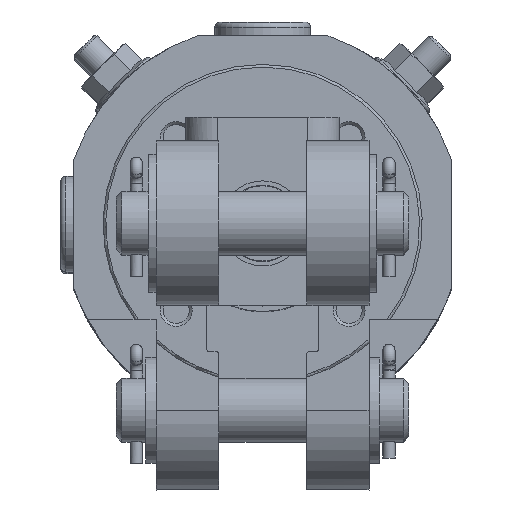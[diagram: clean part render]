
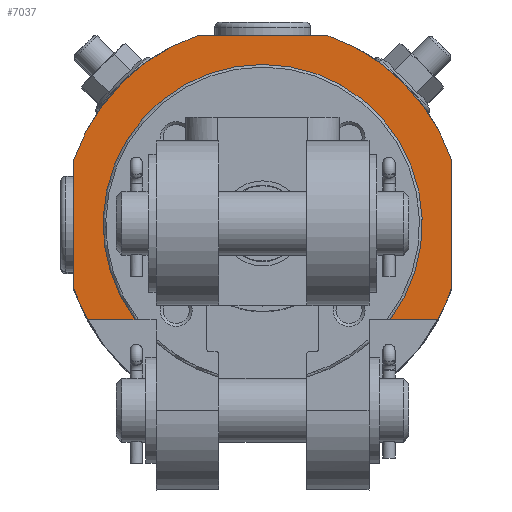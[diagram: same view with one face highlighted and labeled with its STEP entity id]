
A CAD part, top view. The second image highlights one B-rep face of the part: STEP entity #7037.
In plain terms, the highlighted face is planar.
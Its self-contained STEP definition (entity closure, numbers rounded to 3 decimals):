
#244=PLANE('',#7617);
#530=LINE('',#10919,#925);
#531=LINE('',#10921,#926);
#532=LINE('',#10925,#927);
#533=LINE('',#10929,#928);
#534=LINE('',#10930,#929);
#925=VECTOR('',#8615,1000.);
#926=VECTOR('',#8616,1000.);
#927=VECTOR('',#8619,1000.);
#928=VECTOR('',#8622,1000.);
#929=VECTOR('',#8623,1000.);
#1576=ORIENTED_EDGE('',*,*,#3567,.F.);
#1577=ORIENTED_EDGE('',*,*,#3558,.T.);
#1578=ORIENTED_EDGE('',*,*,#3568,.T.);
#1579=ORIENTED_EDGE('',*,*,#3569,.T.);
#1580=ORIENTED_EDGE('',*,*,#3570,.T.);
#1581=ORIENTED_EDGE('',*,*,#3571,.T.);
#1582=ORIENTED_EDGE('',*,*,#3572,.T.);
#1583=ORIENTED_EDGE('',*,*,#3564,.T.);
#1584=ORIENTED_EDGE('',*,*,#3573,.F.);
#1585=ORIENTED_EDGE('',*,*,#3574,.F.);
#3558=EDGE_CURVE('',#4550,#4549,#5225,.T.);
#3564=EDGE_CURVE('',#4555,#4554,#5229,.T.);
#3567=EDGE_CURVE('',#4550,#4557,#530,.T.);
#3568=EDGE_CURVE('',#4549,#4558,#531,.T.);
#3569=EDGE_CURVE('',#4558,#4559,#5231,.T.);
#3570=EDGE_CURVE('',#4559,#4560,#532,.T.);
#3571=EDGE_CURVE('',#4560,#4561,#5232,.T.);
#3572=EDGE_CURVE('',#4561,#4555,#533,.T.);
#3573=EDGE_CURVE('',#4562,#4554,#534,.T.);
#3574=EDGE_CURVE('',#4557,#4562,#5233,.T.);
#4549=VERTEX_POINT('',#10900);
#4550=VERTEX_POINT('',#10902);
#4554=VERTEX_POINT('',#10912);
#4555=VERTEX_POINT('',#10914);
#4557=VERTEX_POINT('',#10920);
#4558=VERTEX_POINT('',#10922);
#4559=VERTEX_POINT('',#10924);
#4560=VERTEX_POINT('',#10926);
#4561=VERTEX_POINT('',#10928);
#4562=VERTEX_POINT('',#10931);
#5225=CIRCLE('',#7610,37.5);
#5229=CIRCLE('',#7615,37.5);
#5231=CIRCLE('',#7618,37.5);
#5232=CIRCLE('',#7619,37.5);
#5233=CIRCLE('',#7620,30.);
#5540=EDGE_LOOP('',(#1576,#1577,#1578,#1579,#1580,#1581,#1582,#1583,#1584,
#1585));
#6219=FACE_BOUND('',#5540,.T.);
#7037=ADVANCED_FACE('',(#6219),#244,.F.);
#7610=AXIS2_PLACEMENT_3D('',#10901,#8596,#8597);
#7615=AXIS2_PLACEMENT_3D('',#10913,#8608,#8609);
#7617=AXIS2_PLACEMENT_3D('',#10918,#8613,#8614);
#7618=AXIS2_PLACEMENT_3D('',#10923,#8617,#8618);
#7619=AXIS2_PLACEMENT_3D('',#10927,#8620,#8621);
#7620=AXIS2_PLACEMENT_3D('',#10932,#8624,#8625);
#8596=DIRECTION('',(0.,0.,-1.));
#8597=DIRECTION('',(-1.,0.,0.));
#8608=DIRECTION('',(0.,0.,-1.));
#8609=DIRECTION('',(-1.,0.,0.));
#8613=DIRECTION('',(0.,0.,1.));
#8614=DIRECTION('',(1.,0.,0.));
#8615=DIRECTION('',(1.,0.,0.));
#8616=DIRECTION('',(0.,1.,0.));
#8617=DIRECTION('',(0.,0.,-1.));
#8618=DIRECTION('',(-1.,0.,0.));
#8619=DIRECTION('',(1.,0.,0.));
#8620=DIRECTION('',(0.,0.,-1.));
#8621=DIRECTION('',(-1.,0.,0.));
#8622=DIRECTION('',(0.,-1.,0.));
#8623=DIRECTION('',(1.,0.,0.));
#8624=DIRECTION('',(0.,0.,-1.));
#8625=DIRECTION('',(-1.,0.,0.));
#10900=CARTESIAN_POINT('',(-35.5,-12.083,25.));
#10901=CARTESIAN_POINT('',(0.,0.,25.));
#10902=CARTESIAN_POINT('',(-32.898,-18.,25.));
#10912=CARTESIAN_POINT('',(32.898,-18.,25.));
#10913=CARTESIAN_POINT('',(0.,0.,25.));
#10914=CARTESIAN_POINT('',(35.5,-12.083,25.));
#10918=CARTESIAN_POINT('',(0.,37.5,25.));
#10919=CARTESIAN_POINT('',(0.,-18.,25.));
#10920=CARTESIAN_POINT('',(-24.,-18.,25.));
#10921=CARTESIAN_POINT('',(-35.5,37.5,25.));
#10922=CARTESIAN_POINT('',(-35.5,12.083,25.));
#10923=CARTESIAN_POINT('',(0.,0.,25.));
#10924=CARTESIAN_POINT('',(-12.083,35.5,25.));
#10925=CARTESIAN_POINT('',(0.,35.5,25.));
#10926=CARTESIAN_POINT('',(12.083,35.5,25.));
#10927=CARTESIAN_POINT('',(0.,0.,25.));
#10928=CARTESIAN_POINT('',(35.5,12.083,25.));
#10929=CARTESIAN_POINT('',(35.5,37.5,25.));
#10930=CARTESIAN_POINT('',(0.,-18.,25.));
#10931=CARTESIAN_POINT('',(24.,-18.,25.));
#10932=CARTESIAN_POINT('',(0.,0.,25.));
